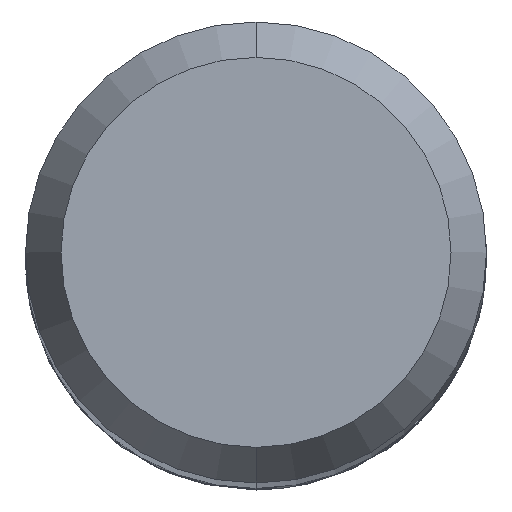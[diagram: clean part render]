
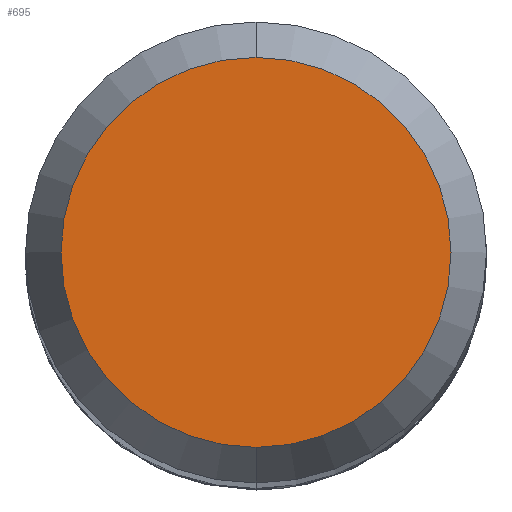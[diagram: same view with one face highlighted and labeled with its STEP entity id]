
A CAD part, top view. The second image highlights one B-rep face of the part: STEP entity #695.
In plain terms, the highlighted planar face has unit normal (0, 0, 1).
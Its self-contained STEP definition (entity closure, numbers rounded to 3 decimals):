
#695=ADVANCED_FACE('',(#1898),#1899,.T.);
#1465=VERTEX_POINT('',#2737);
#1671=EDGE_CURVE('',#1465,#1791,#2958,.T.);
#1715=EDGE_CURVE('',#1791,#1465,#3004,.T.);
#1791=VERTEX_POINT('',#3091);
#1898=FACE_OUTER_BOUND('',#3617,.T.);
#1899=PLANE('',#3618);
#2737=CARTESIAN_POINT('',(0.,-2.538,0.0));
#2958=CIRCLE('',#13304,2.538);
#3004=CIRCLE('',#13419,2.538);
#3091=CARTESIAN_POINT('',(0.0,2.538,0.0));
#3617=EDGE_LOOP('',(#13869,#13870));
#3618=AXIS2_PLACEMENT_3D('',#13871,#13872,#13873);
#13304=AXIS2_PLACEMENT_3D('',#14992,#14993,#14994);
#13419=AXIS2_PLACEMENT_3D('',#15043,#15044,#15045);
#13869=ORIENTED_EDGE('',*,*,#1715,.F.);
#13870=ORIENTED_EDGE('',*,*,#1671,.F.);
#13871=CARTESIAN_POINT('',(0.0,1.269,0.0));
#13872=DIRECTION('',(-0.0,0.0,1.0));
#13873=DIRECTION('',(0.0,-1.0,0.0));
#14992=CARTESIAN_POINT('',(0.0,0.0,0.0));
#14993=DIRECTION('',(0.0,0.0,-1.0));
#14994=DIRECTION('',(0.0,1.0,0.0));
#15043=CARTESIAN_POINT('',(0.0,0.0,0.0));
#15044=DIRECTION('',(0.0,0.0,-1.0));
#15045=DIRECTION('',(0.0,1.0,0.0));
